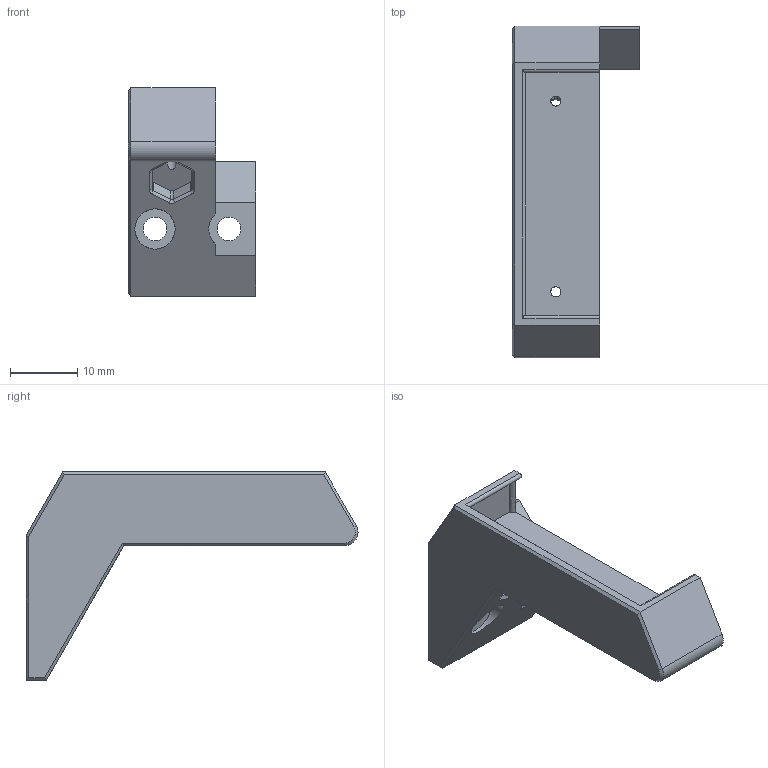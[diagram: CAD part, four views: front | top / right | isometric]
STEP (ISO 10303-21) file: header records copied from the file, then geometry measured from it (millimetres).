
FILE_DESCRIPTION(('FreeCAD Model'),'2;1');
FILE_NAME('Open CASCADE Shape Model','2023-01-22T17:57:01',('Author'),( ''),'Open CASCADE STEP processor 7.6','FreeCAD','Unknown');
FILE_SCHEMA(('AUTOMOTIVE_DESIGN { 1 0 10303 214 1 1 1 1 }'));
Length unit declared in the file: millimetre
Products named in the file (1): Brush_Holder_LDO
Bounding box: 19 x 49.39 x 31 mm (x, y, z)
Volume: 5699.2 mm3; surface area: 3942.5 mm2
Topology: 1 solids, 1 shells, 94 faces, 244 edges, 153 vertices
Faces by surface type: plane 57, cylinder 23, cone 12, bspline 2
Full cylindrical faces by diameter (mm): 1.5 x2, 3.5 x2, 6 x1
Entity records: 6465 total; most frequent: CARTESIAN_POINT 1585, DIRECTION 914, LINE 578, VECTOR 578, ORIENTED_EDGE 488, PCURVE 488, DEFINITIONAL_REPRESENTATION 488, EDGE_CURVE 244
